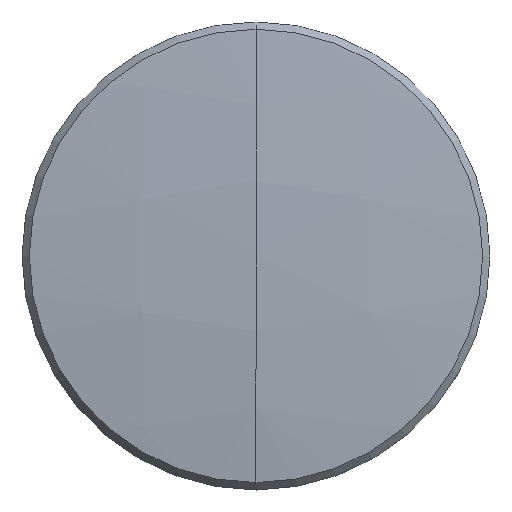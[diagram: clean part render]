
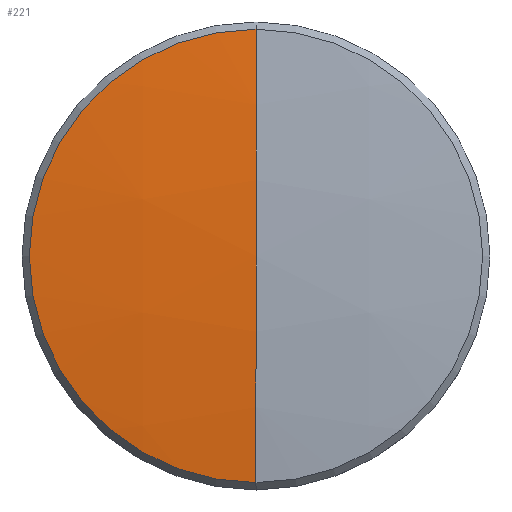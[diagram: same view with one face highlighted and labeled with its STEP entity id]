
A CAD part, top view. The second image highlights one B-rep face of the part: STEP entity #221.
In plain terms, the highlighted spherical face has radius 55.297 mm.
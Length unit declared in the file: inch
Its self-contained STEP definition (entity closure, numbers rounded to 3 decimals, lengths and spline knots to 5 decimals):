
#7 = CARTESIAN_POINT ( 'NONE',  ( 0., 0., 0.04023 ) ) ;
#30 = CIRCLE ( 'NONE', #251, 0.24219 ) ;
#38 = CARTESIAN_POINT ( 'NONE',  ( 0., 0., -2.12331 ) ) ;
#43 = CIRCLE ( 'NONE', #182, 2.17705 ) ;
#57 = EDGE_CURVE ( 'NONE', #217, #205, #131, .T. ) ;
#58 = EDGE_LOOP ( 'NONE', ( #296, #66, #161 ) ) ;
#66 = ORIENTED_EDGE ( 'NONE', *, *, #57, .T. ) ;
#88 = AXIS2_PLACEMENT_3D ( 'NONE', #38, #174, #116 ) ;
#116 = DIRECTION ( 'NONE',  ( 0., -1., 0. ) ) ;
#123 = DIRECTION ( 'NONE',  ( 0., 1., 0. ) ) ;
#128 = DIRECTION ( 'NONE',  ( 0., 0., 1. ) ) ;
#130 = DIRECTION ( 'NONE',  ( 0., 1., 0. ) ) ;
#131 = CIRCLE ( 'NONE', #88, 2.17705 ) ;
#143 = SPHERICAL_SURFACE ( 'NONE', #186, 2.17705 ) ;
#152 = EDGE_CURVE ( 'NONE', #183, #205, #43, .T. ) ;
#161 = ORIENTED_EDGE ( 'NONE', *, *, #152, .F. ) ;
#163 = DIRECTION ( 'NONE',  ( 0., 0., -1. ) ) ;
#174 = DIRECTION ( 'NONE',  ( -1., 0., 0. ) ) ;
#179 = DIRECTION ( 'NONE',  ( -1., 0., 0. ) ) ;
#182 = AXIS2_PLACEMENT_3D ( 'NONE', #313, #306, #163 ) ;
#183 = VERTEX_POINT ( 'NONE', #283 ) ;
#186 = AXIS2_PLACEMENT_3D ( 'NONE', #319, #179, #123 ) ;
#205 = VERTEX_POINT ( 'NONE', #325 ) ;
#217 = VERTEX_POINT ( 'NONE', #328 ) ;
#221 = ADVANCED_FACE ( 'NONE', ( #275 ), #143, .T. ) ;
#251 = AXIS2_PLACEMENT_3D ( 'NONE', #7, #128, #130 ) ;
#269 = EDGE_CURVE ( 'NONE', #183, #217, #30, .T. ) ;
#275 = FACE_OUTER_BOUND ( 'NONE', #58, .T. ) ;
#283 = CARTESIAN_POINT ( 'NONE',  ( 0., 0.24219, 0.04023 ) ) ;
#296 = ORIENTED_EDGE ( 'NONE', *, *, #269, .T. ) ;
#306 = DIRECTION ( 'NONE',  ( 1., 0., 0. ) ) ;
#313 = CARTESIAN_POINT ( 'NONE',  ( 0., 0., -2.12331 ) ) ;
#319 = CARTESIAN_POINT ( 'NONE',  ( 0., 0., -2.12331 ) ) ;
#325 = CARTESIAN_POINT ( 'NONE',  ( 0., 0., 0.05374 ) ) ;
#328 = CARTESIAN_POINT ( 'NONE',  ( 0., -0.24219, 0.04023 ) ) ;
